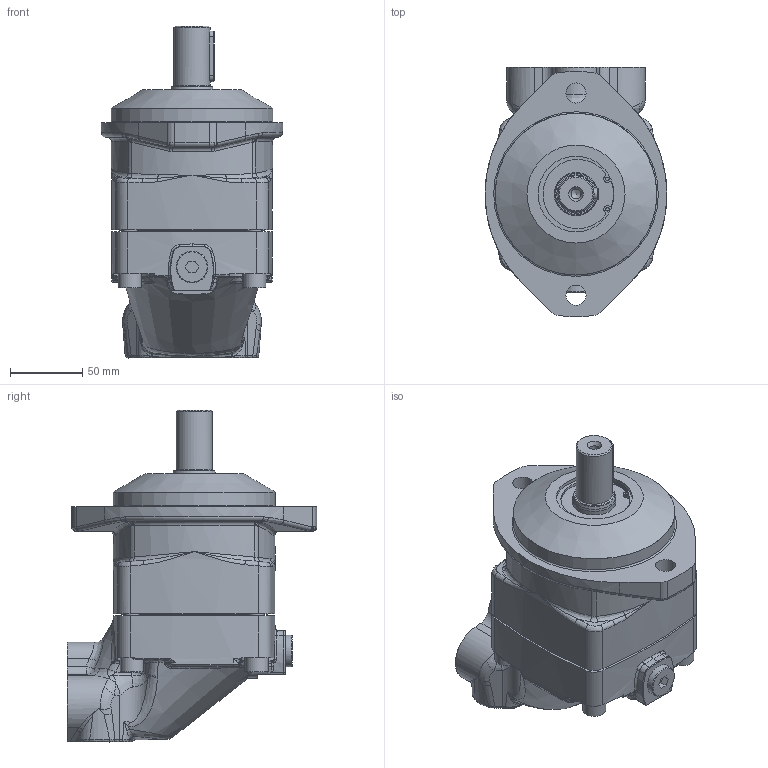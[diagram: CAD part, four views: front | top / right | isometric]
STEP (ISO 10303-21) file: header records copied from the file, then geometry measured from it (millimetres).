
FILE_DESCRIPTION(/* description */ (''),/* implementation_level */ '2;1');
FILE_NAME(/* name */ 'vtr0saxb..stp',/* time_stamp */ '2020-02-14T09:21:58+00:00',/* author */ ('InventorETOServices'),/* organization */ (''),/* preprocessor_version */ 'ST-DEVELOPER v18',/* originating_system */ 'Autodesk Inventor 2020',/* authorisation */ '');
FILE_SCHEMA (('AUTOMOTIVE_DESIGN { 1 0 10303 214 3 1 1 }'));
Length unit declared in the file: millimetre
Products named in the file (5): Intent; F11_F12.C56B1BF529B041EE659723B36632705E; 019_bearinghsg_C.16A922DAFF561DAA1B3AE20FE531EF35; 019_barrelhsg_B.C03F688DE85CBC0904DF9FF65423E100; 019_shaft_K.3AE40A462DFBE62FBFFE4415DBF288C8
Assembly tree (4 placements, depth 3):
  Intent
    F11_F12.C56B1BF529B041EE659723B36632705E
      019_bearinghsg_C.16A922DAFF561DAA1B3AE20FE531EF35
      019_barrelhsg_B.C03F688DE85CBC0904DF9FF65423E100
      019_shaft_K.3AE40A462DFBE62FBFFE4415DBF288C8
Bounding box: 126 x 172.9 x 229.92 mm (x, y, z)
Volume: 1178856.1 mm3; surface area: 245933.3 mm2
Topology: 5 solids, 7 shells, 1124 faces, 2869 edges, 1796 vertices
Faces by surface type: bspline 467, cylinder 269, plane 215, torus 81, cone 74, sphere 18
Full cylindrical faces by diameter (mm): 2.5 x2, 3 x4, 4 x1, 6 x1, 6.647 x1, 8.5 x4, 10 x5, 11 x4, 14 x2, 14.6 x1, 14.95 x4, 16 x4, 17 x1, 22 x1, 24.117 x2, 25 x1, 30 x2, 40 x1, 42 x1, 52 x2, 52.5 x1, 60 x1, 85 x1, 88 x1, 90 x1, 95 x3, 97 x1, 102 x4, 112 x1
Entity records: 65374 total; most frequent: CARTESIAN_POINT 40757, ORIENTED_EDGE 5712, DIRECTION 4484, EDGE_CURVE 2856, AXIS2_PLACEMENT_3D 1937, VERTEX_POINT 1796, EDGE_LOOP 1190, CIRCLE 1139
